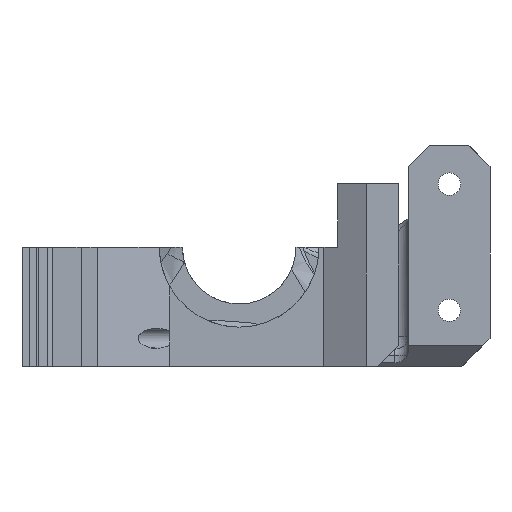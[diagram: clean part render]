
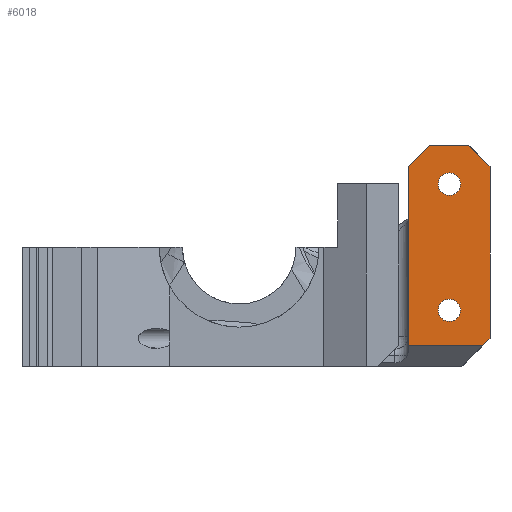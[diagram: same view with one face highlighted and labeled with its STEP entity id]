
A CAD part, front view. The second image highlights one B-rep face of the part: STEP entity #6018.
In plain terms, the highlighted planar face has unit normal (0, -1, 0).
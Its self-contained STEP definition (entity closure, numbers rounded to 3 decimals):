
#191=FACE_BOUND('',#567,.T.);
#192=FACE_BOUND('',#568,.T.);
#233=FACE_OUTER_BOUND('',#566,.T.);
#566=EDGE_LOOP('',(#3951,#3952,#3953,#3954,#3955,#3956,#3957));
#567=EDGE_LOOP('',(#3958));
#568=EDGE_LOOP('',(#3959));
#940=CIRCLE('',#6369,1.6);
#941=CIRCLE('',#6370,1.6);
#1260=LINE('',#8508,#1825);
#1265=LINE('',#8558,#1830);
#1266=LINE('',#8560,#1831);
#1267=LINE('',#8562,#1832);
#1268=LINE('',#8564,#1833);
#1269=LINE('',#8566,#1834);
#1270=LINE('',#8567,#1835);
#1825=VECTOR('',#6894,10.);
#1830=VECTOR('',#6903,10.);
#1831=VECTOR('',#6904,10.);
#1832=VECTOR('',#6905,10.);
#1833=VECTOR('',#6906,10.);
#1834=VECTOR('',#6907,10.);
#1835=VECTOR('',#6908,10.);
#2389=VERTEX_POINT('',#8504);
#2391=VERTEX_POINT('',#8507);
#2397=VERTEX_POINT('',#8557);
#2398=VERTEX_POINT('',#8559);
#2399=VERTEX_POINT('',#8561);
#2400=VERTEX_POINT('',#8563);
#2401=VERTEX_POINT('',#8565);
#2402=VERTEX_POINT('',#8568);
#2403=VERTEX_POINT('',#8570);
#3010=EDGE_CURVE('',#2391,#2389,#1260,.T.);
#3017=EDGE_CURVE('',#2397,#2389,#1265,.T.);
#3018=EDGE_CURVE('',#2398,#2397,#1266,.T.);
#3019=EDGE_CURVE('',#2399,#2398,#1267,.T.);
#3020=EDGE_CURVE('',#2400,#2399,#1268,.T.);
#3021=EDGE_CURVE('',#2401,#2400,#1269,.T.);
#3022=EDGE_CURVE('',#2391,#2401,#1270,.T.);
#3023=EDGE_CURVE('',#2402,#2402,#940,.T.);
#3024=EDGE_CURVE('',#2403,#2403,#941,.T.);
#3951=ORIENTED_EDGE('',*,*,#3017,.F.);
#3952=ORIENTED_EDGE('',*,*,#3018,.F.);
#3953=ORIENTED_EDGE('',*,*,#3019,.F.);
#3954=ORIENTED_EDGE('',*,*,#3020,.F.);
#3955=ORIENTED_EDGE('',*,*,#3021,.F.);
#3956=ORIENTED_EDGE('',*,*,#3022,.F.);
#3957=ORIENTED_EDGE('',*,*,#3010,.T.);
#3958=ORIENTED_EDGE('',*,*,#3023,.F.);
#3959=ORIENTED_EDGE('',*,*,#3024,.F.);
#5812=PLANE('',#6368);
#6018=ADVANCED_FACE('',(#233,#191,#192),#5812,.F.);
#6368=AXIS2_PLACEMENT_3D('',#8556,#6901,#6902);
#6369=AXIS2_PLACEMENT_3D('',#8569,#6909,#6910);
#6370=AXIS2_PLACEMENT_3D('',#8571,#6911,#6912);
#6894=DIRECTION('',(0.,0.,-1.));
#6901=DIRECTION('center_axis',(0.,1.,0.));
#6902=DIRECTION('ref_axis',(-1.,0.,0.));
#6903=DIRECTION('',(-1.,0.,0.));
#6904=DIRECTION('',(-0.707,0.,-0.707));
#6905=DIRECTION('',(0.,0.,-1.));
#6906=DIRECTION('',(0.707,0.,-0.707));
#6907=DIRECTION('',(1.,0.,0.));
#6908=DIRECTION('',(0.707,0.,0.707));
#6909=DIRECTION('center_axis',(0.,-1.,0.));
#6910=DIRECTION('ref_axis',(-1.,0.,0.));
#6911=DIRECTION('center_axis',(0.,-1.,0.));
#6912=DIRECTION('ref_axis',(-1.,0.,0.));
#8504=CARTESIAN_POINT('',(24.2,-55.5,-14.));
#8507=CARTESIAN_POINT('',(24.2,-55.5,11.5));
#8508=CARTESIAN_POINT('',(24.2,-55.5,-3.));
#8556=CARTESIAN_POINT('Origin',(30.,-55.5,-1.25));
#8557=CARTESIAN_POINT('',(34.8,-55.5,-14.));
#8558=CARTESIAN_POINT('',(13.395,-55.5,-14.));
#8559=CARTESIAN_POINT('',(35.8,-55.5,-13.));
#8560=CARTESIAN_POINT('',(36.287,-55.5,-12.512));
#8561=CARTESIAN_POINT('',(35.8,-55.5,11.5));
#8562=CARTESIAN_POINT('',(35.8,-55.5,14.5));
#8563=CARTESIAN_POINT('',(32.8,-55.5,14.5));
#8564=CARTESIAN_POINT('',(36.787,-55.5,10.512));
#8565=CARTESIAN_POINT('',(27.2,-55.5,14.5));
#8566=CARTESIAN_POINT('',(30.,-55.5,14.5));
#8567=CARTESIAN_POINT('',(23.212,-55.5,10.512));
#8568=CARTESIAN_POINT('',(31.6,-55.5,-9.));
#8569=CARTESIAN_POINT('Origin',(30.,-55.5,-9.));
#8570=CARTESIAN_POINT('',(31.6,-55.5,9.));
#8571=CARTESIAN_POINT('Origin',(30.,-55.5,9.));
